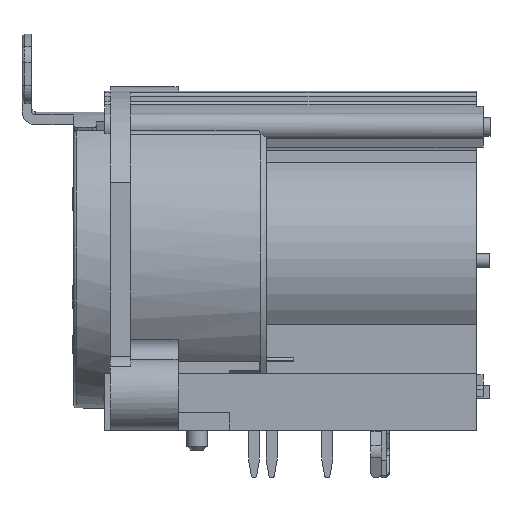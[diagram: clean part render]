
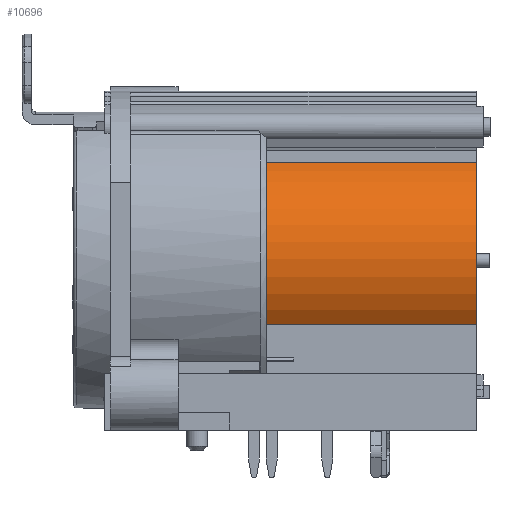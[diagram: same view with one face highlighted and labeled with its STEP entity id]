
A CAD part, left-side view. The second image highlights one B-rep face of the part: STEP entity #10696.
In plain terms, the highlighted cylindrical face has radius 8.004 mm (diameter 16.008 mm), a partial arc.
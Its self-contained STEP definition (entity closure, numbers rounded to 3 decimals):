
#813=FACE_OUTER_BOUND('',#1399,.T.);
#1399=EDGE_LOOP('',(#7221,#7222,#7223,#7224));
#2070=LINE('',#14902,#3105);
#2130=LINE('',#15075,#3165);
#3105=VECTOR('',#12306,10.);
#3165=VECTOR('',#12426,10.);
#4079=CIRCLE('',#11361,8.004);
#4080=CIRCLE('',#11362,8.004);
#4418=VERTEX_POINT('',#14899);
#4419=VERTEX_POINT('',#14901);
#4497=VERTEX_POINT('',#15071);
#4499=VERTEX_POINT('',#15074);
#5472=EDGE_CURVE('',#4418,#4419,#2070,.T.);
#5557=EDGE_CURVE('',#4499,#4497,#2130,.T.);
#5560=EDGE_CURVE('',#4419,#4497,#4079,.T.);
#5561=EDGE_CURVE('',#4499,#4418,#4080,.T.);
#7221=ORIENTED_EDGE('',*,*,#5560,.F.);
#7222=ORIENTED_EDGE('',*,*,#5472,.F.);
#7223=ORIENTED_EDGE('',*,*,#5561,.F.);
#7224=ORIENTED_EDGE('',*,*,#5557,.T.);
#9964=CYLINDRICAL_SURFACE('',#11360,8.004);
#10696=ADVANCED_FACE('',(#813),#9964,.T.);
#11360=AXIS2_PLACEMENT_3D('',#15079,#12429,#12430);
#11361=AXIS2_PLACEMENT_3D('',#15080,#12431,#12432);
#11362=AXIS2_PLACEMENT_3D('',#15081,#12433,#12434);
#12306=DIRECTION('',(0.,1.,0.));
#12426=DIRECTION('',(0.,1.,0.));
#12429=DIRECTION('center_axis',(0.,1.,0.));
#12430=DIRECTION('ref_axis',(-0.968,0.,0.25));
#12431=DIRECTION('center_axis',(0.,1.,0.));
#12432=DIRECTION('ref_axis',(1.,0.,0.));
#12433=DIRECTION('center_axis',(0.,-1.,0.));
#12434=DIRECTION('ref_axis',(1.,0.,0.));
#14899=CARTESIAN_POINT('',(-6.459,-26.993,7.773));
#14901=CARTESIAN_POINT('',(-6.459,-11.5,7.773));
#14902=CARTESIAN_POINT('',(-6.459,-26.993,7.773));
#15071=CARTESIAN_POINT('',(-3.369,-11.5,19.76));
#15074=CARTESIAN_POINT('',(-3.369,-26.993,19.76));
#15075=CARTESIAN_POINT('',(-3.369,-26.993,19.76));
#15079=CARTESIAN_POINT('Origin',(0.,-26.993,
12.5));
#15080=CARTESIAN_POINT('Origin',(0.,-11.5,12.5));
#15081=CARTESIAN_POINT('Origin',(0.,-26.993,
12.5));
